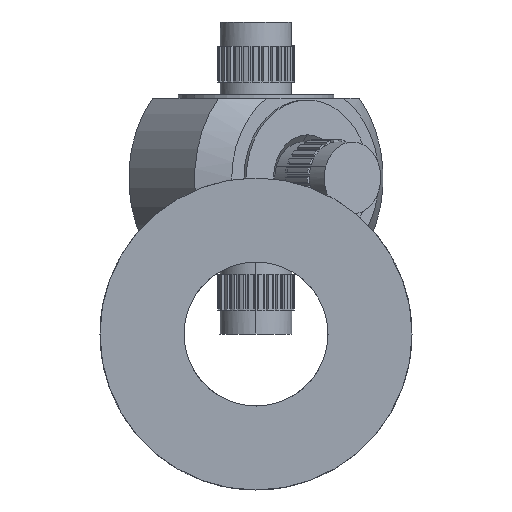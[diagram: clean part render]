
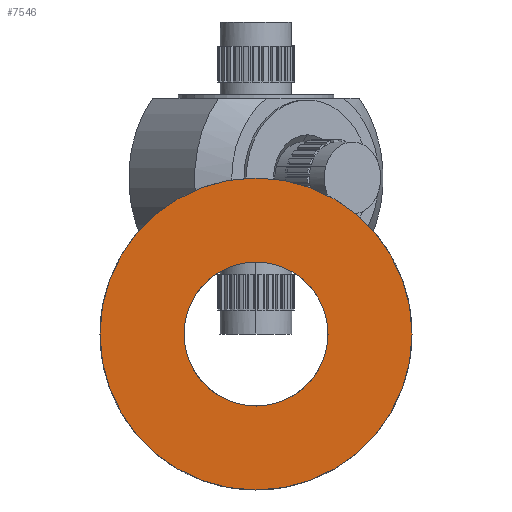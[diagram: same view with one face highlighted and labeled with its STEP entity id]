
A CAD part, left-side view. The second image highlights one B-rep face of the part: STEP entity #7546.
In plain terms, the highlighted face is planar.
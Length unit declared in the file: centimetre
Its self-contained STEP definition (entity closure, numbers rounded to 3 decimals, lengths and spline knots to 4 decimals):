
#1771=PLANE('',#8004);
#2115=VERTEX_POINT('',#10774);
#2149=VERTEX_POINT('',#11030);
#2833=CIRCLE('',#7982,0.3);
#2839=CIRCLE('',#8002,0.65);
#3193=EDGE_CURVE('',#2115,#2115,#2833,.T.);
#3240=EDGE_CURVE('',#2149,#2149,#2839,.T.);
#4369=ORIENTED_EDGE('',*,*,#3193,.T.);
#4370=ORIENTED_EDGE('',*,*,#3240,.F.);
#6457=EDGE_LOOP('',(#4369));
#6458=EDGE_LOOP('',(#4370));
#7005=FACE_BOUND('',#6457,.T.);
#7006=FACE_BOUND('',#6458,.T.);
#7546=ADVANCED_FACE('',(#7005,#7006),#1771,.T.);
#7982=AXIS2_PLACEMENT_3D('',#10773,#8800,#8801);
#8002=AXIS2_PLACEMENT_3D('',#11029,#8852,#8853);
#8004=AXIS2_PLACEMENT_3D('',#11046,#8856,$);
#8800=DIRECTION('',(0.,0.,-1.));
#8801=DIRECTION('',(0.3,0.,0.));
#8852=DIRECTION('',(0.,0.,-1.));
#8853=DIRECTION('',(0.65,0.,0.));
#8856=DIRECTION('',(0.,0.,1.));
#10773=CARTESIAN_POINT('',(0.,0.,2.));
#10774=CARTESIAN_POINT('',(-0.3,0.,2.));
#11029=CARTESIAN_POINT('',(0.,0.,2.));
#11030=CARTESIAN_POINT('',(0.65,0.,2.));
#11046=CARTESIAN_POINT('',(0.,0.,2.));
